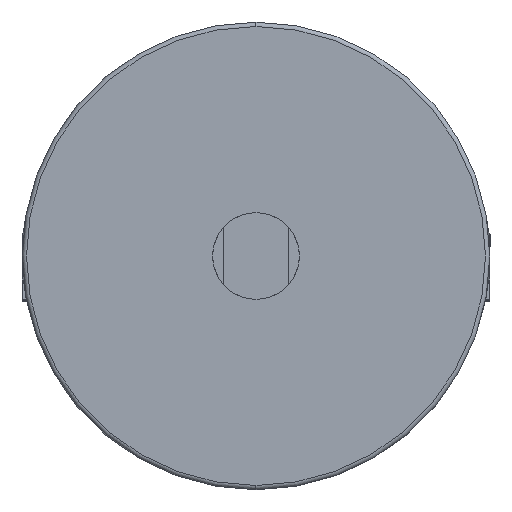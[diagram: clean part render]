
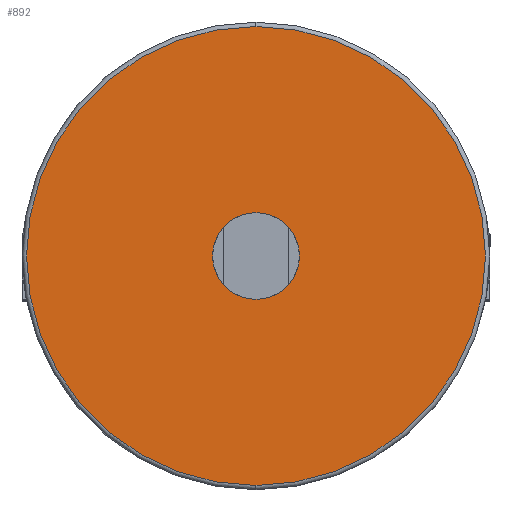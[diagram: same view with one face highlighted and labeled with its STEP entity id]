
A CAD part, left-side view. The second image highlights one B-rep face of the part: STEP entity #892.
In plain terms, the highlighted planar face has unit normal (-1, 0, 0).
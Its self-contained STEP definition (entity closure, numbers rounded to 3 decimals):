
#181 = AXIS2_PLACEMENT_3D ( 'NONE', #13691, #6740, #14874 ) ;
#892 = ADVANCED_FACE ( 'NONE', ( #11874, #12240 ), #1538, .T. ) ;
#1334 = AXIS2_PLACEMENT_3D ( 'NONE', #1771, #6263, #14083 ) ;
#1538 = PLANE ( 'NONE',  #1334 ) ;
#1673 = DIRECTION ( 'NONE',  ( -1., 0., 0. ) ) ;
#1771 = CARTESIAN_POINT ( 'NONE',  ( -250., 54., 0. ) ) ;
#1875 = VERTEX_POINT ( 'NONE', #2450 ) ;
#2450 = CARTESIAN_POINT ( 'NONE',  ( -250., 0., -53. ) ) ;
#2476 = CARTESIAN_POINT ( 'NONE',  ( -250., 0., 10. ) ) ;
#2721 = CARTESIAN_POINT ( 'NONE',  ( -250., 0., 0. ) ) ;
#2984 = ORIENTED_EDGE ( 'NONE', *, *, #8552, .T. ) ;
#3856 = CIRCLE ( 'NONE', #14304, 10. ) ;
#3900 = DIRECTION ( 'NONE',  ( 0., 0., 1. ) ) ;
#4087 = ORIENTED_EDGE ( 'NONE', *, *, #9630, .T. ) ;
#4226 = EDGE_LOOP ( 'NONE', ( #2984, #4087 ) ) ;
#4761 = CIRCLE ( 'NONE', #11965, 53. ) ;
#5060 = DIRECTION ( 'NONE',  ( -1., 0., 0. ) ) ;
#5224 = EDGE_CURVE ( 'NONE', #10801, #13885, #3856, .T. ) ;
#6028 = CARTESIAN_POINT ( 'NONE',  ( -250., 0., 53. ) ) ;
#6263 = DIRECTION ( 'NONE',  ( -1., 0., 0. ) ) ;
#6393 = EDGE_LOOP ( 'NONE', ( #9726, #8282 ) ) ;
#6491 = CARTESIAN_POINT ( 'NONE',  ( -250., 0., -10. ) ) ;
#6740 = DIRECTION ( 'NONE',  ( -1., 0., 0. ) ) ;
#7845 = CIRCLE ( 'NONE', #181, 53. ) ;
#8282 = ORIENTED_EDGE ( 'NONE', *, *, #5224, .F. ) ;
#8552 = EDGE_CURVE ( 'NONE', #10786, #1875, #4761, .T. ) ;
#8659 = CARTESIAN_POINT ( 'NONE',  ( -250., 0., 0. ) ) ;
#9630 = EDGE_CURVE ( 'NONE', #1875, #10786, #7845, .T. ) ;
#9726 = ORIENTED_EDGE ( 'NONE', *, *, #10006, .F. ) ;
#9814 = DIRECTION ( 'NONE',  ( 0., 0., 1. ) ) ;
#10006 = EDGE_CURVE ( 'NONE', #13885, #10801, #11806, .T. ) ;
#10786 = VERTEX_POINT ( 'NONE', #6028 ) ;
#10801 = VERTEX_POINT ( 'NONE', #2476 ) ;
#10852 = DIRECTION ( 'NONE',  ( -1., 0., 0. ) ) ;
#11806 = CIRCLE ( 'NONE', #11877, 10. ) ;
#11874 = FACE_OUTER_BOUND ( 'NONE', #4226, .T. ) ;
#11877 = AXIS2_PLACEMENT_3D ( 'NONE', #2721, #10852, #3900 ) ;
#11965 = AXIS2_PLACEMENT_3D ( 'NONE', #11998, #5060, #13179 ) ;
#11998 = CARTESIAN_POINT ( 'NONE',  ( -250., 0., 0. ) ) ;
#12240 = FACE_BOUND ( 'NONE', #6393, .T. ) ;
#13179 = DIRECTION ( 'NONE',  ( 0., 0., 1. ) ) ;
#13691 = CARTESIAN_POINT ( 'NONE',  ( -250., 0., 0. ) ) ;
#13885 = VERTEX_POINT ( 'NONE', #6491 ) ;
#14083 = DIRECTION ( 'NONE',  ( 0., 0., 1. ) ) ;
#14304 = AXIS2_PLACEMENT_3D ( 'NONE', #8659, #1673, #9814 ) ;
#14874 = DIRECTION ( 'NONE',  ( 0., 0., 1. ) ) ;
